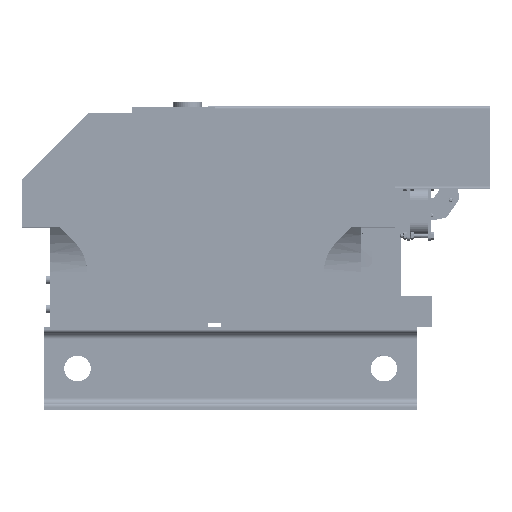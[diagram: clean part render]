
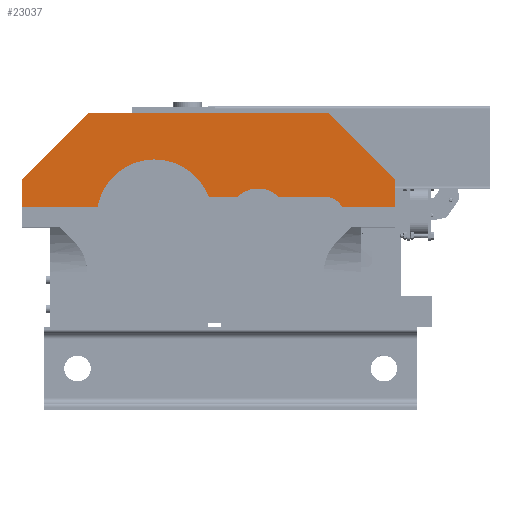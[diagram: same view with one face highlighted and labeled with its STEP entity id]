
A CAD part, top view. The second image highlights one B-rep face of the part: STEP entity #23037.
In plain terms, the highlighted planar face has unit normal (0, 0, 1).
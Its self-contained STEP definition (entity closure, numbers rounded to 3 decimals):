
#23037=ADVANCED_FACE('',(#78434),#78436,.T.);
#78434=FACE_BOUND('',#78435,.T.);
#78435=EDGE_LOOP('',(#128811,#128812,#128813,#128814,#128815,#128816,#128817,#128818,
#128819,#128820,#128821,#128822));
#78436=PLANE('',#78437);
#78437=AXIS2_PLACEMENT_3D('',#78438,#78439,#78440);
#78438=CARTESIAN_POINT('',(0.,0.,40.));
#78439=DIRECTION('',(0.,0.,1.));
#78440=DIRECTION('',(1.,0.,0.));
#128811=ORIENTED_EDGE('',*,*,#161434,.F.);
#128812=ORIENTED_EDGE('',*,*,#161435,.F.);
#128813=ORIENTED_EDGE('',*,*,#161391,.F.);
#128814=ORIENTED_EDGE('',*,*,#161436,.T.);
#128815=ORIENTED_EDGE('',*,*,#161437,.T.);
#128816=ORIENTED_EDGE('',*,*,#161438,.T.);
#128817=ORIENTED_EDGE('',*,*,#161439,.T.);
#128818=ORIENTED_EDGE('',*,*,#161440,.T.);
#128819=ORIENTED_EDGE('',*,*,#161441,.T.);
#128820=ORIENTED_EDGE('',*,*,#161419,.T.);
#128821=ORIENTED_EDGE('',*,*,#161359,.F.);
#128822=ORIENTED_EDGE('',*,*,#161432,.F.);
#161359=EDGE_CURVE('',#185039,#185031,#185041,.T.);
#161391=EDGE_CURVE('',#185096,#185098,#185099,.T.);
#161419=EDGE_CURVE('',#185144,#185031,#185145,.T.);
#161432=EDGE_CURVE('',#185167,#185039,#185168,.T.);
#161434=EDGE_CURVE('',#185170,#185167,#185171,.T.);
#161435=EDGE_CURVE('',#185098,#185170,#185172,.T.);
#161436=EDGE_CURVE('',#185096,#185173,#185174,.T.);
#161437=EDGE_CURVE('',#185173,#185175,#185176,.T.);
#161438=EDGE_CURVE('',#185175,#185177,#185178,.T.);
#161439=EDGE_CURVE('',#185177,#185179,#185180,.T.);
#161440=EDGE_CURVE('',#185179,#185181,#185182,.T.);
#161441=EDGE_CURVE('',#185181,#185144,#185183,.T.);
#185031=VERTEX_POINT('',#257600);
#185039=VERTEX_POINT('',#257616);
#185041=LINE('',#257620,#257621);
#185096=VERTEX_POINT('',#257740);
#185098=VERTEX_POINT('',#257744);
#185099=LINE('',#257745,#257746);
#185144=VERTEX_POINT('',#257853);
#185145=LINE('',#257854,#257855);
#185167=VERTEX_POINT('',#257908);
#185168=LINE('',#257909,#257910);
#185170=VERTEX_POINT('',#257915);
#185171=LINE('',#257916,#257917);
#185172=LINE('',#257919,#257920);
#185173=VERTEX_POINT('',#257922);
#185174=LINE('',#257923,#257924);
#185175=VERTEX_POINT('',#257926);
#185176=CIRCLE('',#257927,70.);
#185177=VERTEX_POINT('',#257931);
#185178=LINE('',#257932,#257933);
#185179=VERTEX_POINT('',#257935);
#185180=CIRCLE('',#257936,35.);
#185181=VERTEX_POINT('',#257940);
#185182=LINE('',#257941,#257942);
#185183=CIRCLE('',#257944,25.);
#257600=CARTESIAN_POINT('',(290.,12.,40.));
#257616=CARTESIAN_POINT('',(290.,46.,40.));
#257620=CARTESIAN_POINT('',(290.,46.,40.));
#257621=VECTOR('',#257622,1.);
#257622=DIRECTION('',(0.,-1.,0.));
#257740=CARTESIAN_POINT('',(-160.,12.,40.));
#257744=CARTESIAN_POINT('',(-160.,46.,40.));
#257745=CARTESIAN_POINT('',(-160.,12.,40.));
#257746=VECTOR('',#257747,1.);
#257747=DIRECTION('',(0.,1.,0.));
#257853=CARTESIAN_POINT('',(226.932,12.,40.));
#257854=CARTESIAN_POINT('',(226.932,12.,40.));
#257855=VECTOR('',#257856,1.);
#257856=DIRECTION('',(1.,0.,0.));
#257908=CARTESIAN_POINT('',(210.,126.,40.));
#257909=CARTESIAN_POINT('',(210.,126.,40.));
#257910=VECTOR('',#257911,1.);
#257911=DIRECTION('',(0.707,-0.707,0.));
#257915=CARTESIAN_POINT('',(-80.,126.,40.));
#257916=CARTESIAN_POINT('',(-80.,126.,40.));
#257917=VECTOR('',#257918,1.);
#257918=DIRECTION('',(1.,0.,0.));
#257919=CARTESIAN_POINT('',(-160.,46.,40.));
#257920=VECTOR('',#257921,1.);
#257921=DIRECTION('',(0.707,0.707,0.));
#257922=CARTESIAN_POINT('',(-68.964,12.,40.));
#257923=CARTESIAN_POINT('',(-160.,12.,40.));
#257924=VECTOR('',#257925,1.);
#257925=DIRECTION('',(1.,0.,0.));
#257926=CARTESIAN_POINT('',(65.383,25.,40.));
#257927=AXIS2_PLACEMENT_3D('',#257928,#257929,#257930);
#257928=CARTESIAN_POINT('',(0.,0.,40.));
#257929=DIRECTION('',(0.,0.,-1.));
#257930=DIRECTION('',(-0.985,0.171,0.));
#257931=CARTESIAN_POINT('',(100.505,25.,40.));
#257932=CARTESIAN_POINT('',(65.383,25.,40.));
#257933=VECTOR('',#257934,1.);
#257934=DIRECTION('',(1.,0.,0.));
#257935=CARTESIAN_POINT('',(149.495,25.,40.));
#257936=AXIS2_PLACEMENT_3D('',#257937,#257938,#257939);
#257937=CARTESIAN_POINT('',(125.,0.,40.));
#257938=DIRECTION('',(0.,0.,-1.));
#257939=DIRECTION('',(-0.7,0.714,0.));
#257940=CARTESIAN_POINT('',(205.,25.,40.));
#257941=CARTESIAN_POINT('',(149.495,25.,40.));
#257942=VECTOR('',#257943,1.);
#257943=DIRECTION('',(1.,0.,0.));
#257944=AXIS2_PLACEMENT_3D('',#257945,#257946,#257947);
#257945=CARTESIAN_POINT('',(205.,0.,40.));
#257946=DIRECTION('',(0.,0.,-1.));
#257947=DIRECTION('',(0.,1.,0.));
